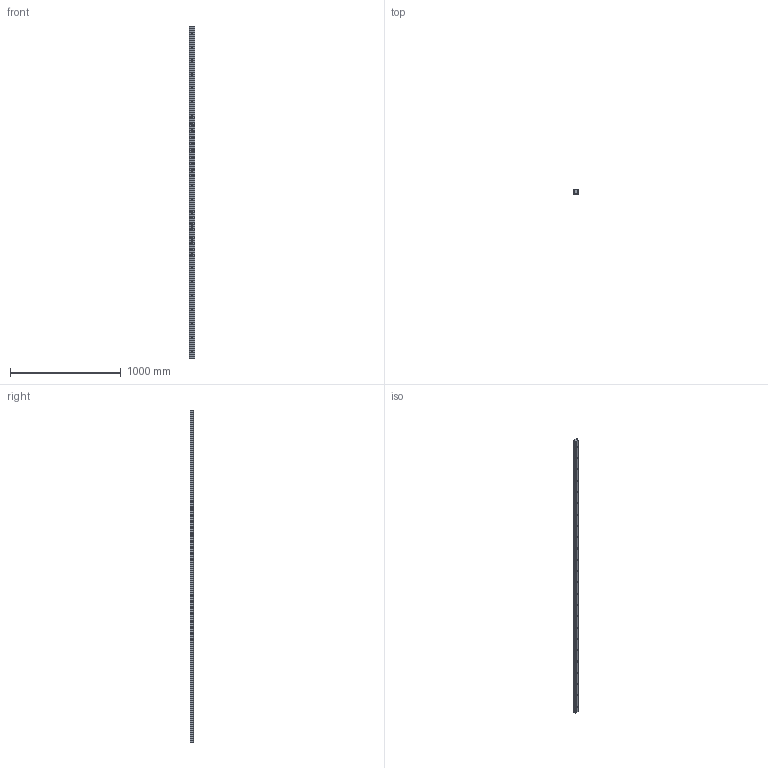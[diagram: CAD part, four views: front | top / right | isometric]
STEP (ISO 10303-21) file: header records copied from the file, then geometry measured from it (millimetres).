
FILE_DESCRIPTION (( 'STEP AP214' ), '1' );
FILE_NAME ('ELFS52E.STEP', '2020-02-17T07:56:33', ( '' ), ( '' ), 'SwSTEP 2.0', 'SolidWorks 2018', '' );
FILE_SCHEMA (( 'AUTOMOTIVE_DESIGN' ));
Length unit declared in the file: millimetre
Products named in the file (1): ELFS52E
Bounding box: 51.99 x 34 x 3000 mm (x, y, z)
Volume: 3938175 mm3; surface area: 794712.3 mm2
Topology: 3 solids, 3 shells, 171 faces, 423 edges, 282 vertices
Faces by surface type: cylinder 121, plane 50
Entity records: 7228 total; most frequent: DIRECTION 1009, CARTESIAN_POINT 877, ORIENTED_EDGE 846, EDGE_CURVE 423, AXIS2_PLACEMENT_3D 414, VERTEX_POINT 282, EDGE_LOOP 243, CIRCLE 242
